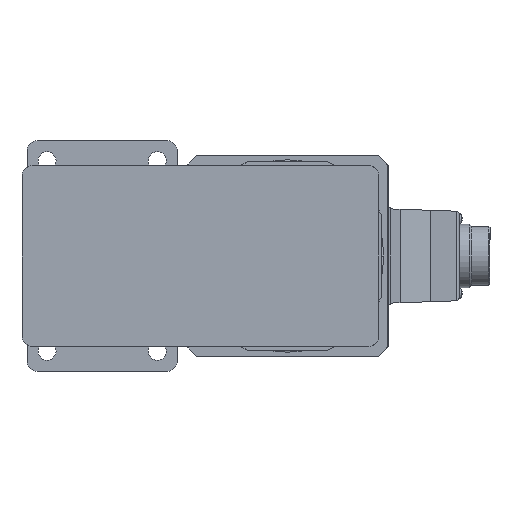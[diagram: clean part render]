
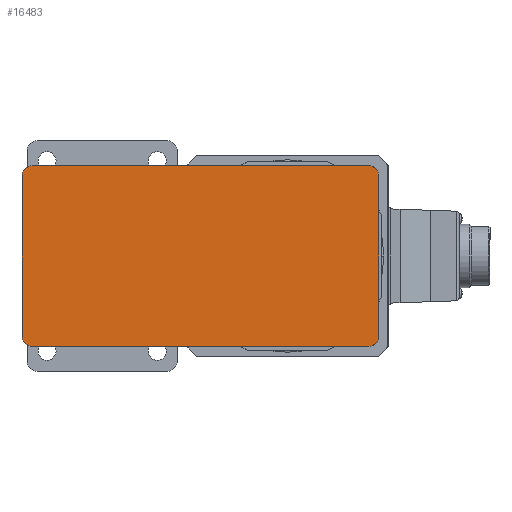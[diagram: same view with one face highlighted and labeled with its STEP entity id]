
A CAD part, front view. The second image highlights one B-rep face of the part: STEP entity #16483.
In plain terms, the highlighted planar face has unit normal (0, -1, 0).
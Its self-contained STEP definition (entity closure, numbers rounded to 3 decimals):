
#612 = CARTESIAN_POINT ( 'NONE',  ( 40., -100., 133. ) ) ;
#1962 = CARTESIAN_POINT ( 'NONE',  ( -40., -100., -40.003 ) ) ;
#2925 = CARTESIAN_POINT ( 'NONE',  ( -45.003, -100., -35. ) ) ;
#3014 = DIRECTION ( 'NONE',  ( 0., 0., 1. ) ) ;
#3137 = ORIENTED_EDGE ( 'NONE', *, *, #4920, .T. ) ;
#4920 = EDGE_CURVE ( 'NONE', #12607, #22354, #31275, .T. ) ;
#5039 = DIRECTION ( 'NONE',  ( 0., 0., -1. ) ) ;
#6171 = ORIENTED_EDGE ( 'NONE', *, *, #19569, .T. ) ;
#6249 = DIRECTION ( 'NONE',  ( 0., -1., 0. ) ) ;
#6706 = VERTEX_POINT ( 'NONE', #1962 ) ;
#7728 = VECTOR ( 'NONE', #11187, 1000. ) ;
#8199 = VECTOR ( 'NONE', #31032, 1000. ) ;
#8394 = PLANE ( 'NONE',  #31187 ) ;
#8797 = AXIS2_PLACEMENT_3D ( 'NONE', #612, #31583, #12022 ) ;
#9084 = CARTESIAN_POINT ( 'NONE',  ( 40., -100., 138.003 ) ) ;
#9217 = VERTEX_POINT ( 'NONE', #9084 ) ;
#10014 = AXIS2_PLACEMENT_3D ( 'NONE', #34594, #45525, #30634 ) ;
#11187 = DIRECTION ( 'NONE',  ( -1., 0., 0. ) ) ;
#11741 = CARTESIAN_POINT ( 'NONE',  ( -40., -100., -35. ) ) ;
#12022 = DIRECTION ( 'NONE',  ( 0., 0., -1. ) ) ;
#12607 = VERTEX_POINT ( 'NONE', #29184 ) ;
#13885 = VERTEX_POINT ( 'NONE', #47540 ) ;
#14186 = VERTEX_POINT ( 'NONE', #31635 ) ;
#14580 = EDGE_CURVE ( 'NONE', #13885, #9217, #27052, .T. ) ;
#15654 = LINE ( 'NONE', #42909, #46517 ) ;
#15988 = ORIENTED_EDGE ( 'NONE', *, *, #40572, .T. ) ;
#15994 = CIRCLE ( 'NONE', #18239, 5.003 ) ;
#16483 = ADVANCED_FACE ( 'NONE', ( #31207 ), #8394, .T. ) ;
#18239 = AXIS2_PLACEMENT_3D ( 'NONE', #37205, #6249, #36474 ) ;
#19569 = EDGE_CURVE ( 'NONE', #23509, #12607, #15994, .T. ) ;
#20227 = ORIENTED_EDGE ( 'NONE', *, *, #23515, .T. ) ;
#21834 = CARTESIAN_POINT ( 'NONE',  ( -40., -100., 138.003 ) ) ;
#22354 = VERTEX_POINT ( 'NONE', #2925 ) ;
#23467 = ORIENTED_EDGE ( 'NONE', *, *, #27938, .T. ) ;
#23509 = VERTEX_POINT ( 'NONE', #21834 ) ;
#23515 = EDGE_CURVE ( 'NONE', #48432, #13885, #48127, .T. ) ;
#23748 = DIRECTION ( 'NONE',  ( 0., 0., -1. ) ) ;
#26324 = LINE ( 'NONE', #37950, #7728 ) ;
#27052 = CIRCLE ( 'NONE', #8797, 5.003 ) ;
#27406 = CARTESIAN_POINT ( 'NONE',  ( 45.003, -100., -35. ) ) ;
#27938 = EDGE_CURVE ( 'NONE', #9217, #23509, #26324, .T. ) ;
#28035 = EDGE_CURVE ( 'NONE', #6706, #14186, #15654, .T. ) ;
#29184 = CARTESIAN_POINT ( 'NONE',  ( -45.003, -100., 133. ) ) ;
#29526 = CARTESIAN_POINT ( 'NONE',  ( 45.003, -100., -35. ) ) ;
#30634 = DIRECTION ( 'NONE',  ( 0., 0., -1. ) ) ;
#30652 = CIRCLE ( 'NONE', #47286, 5.003 ) ;
#31032 = DIRECTION ( 'NONE',  ( 0., 0., -1. ) ) ;
#31187 = AXIS2_PLACEMENT_3D ( 'NONE', #31918, #46576, #23748 ) ;
#31207 = FACE_OUTER_BOUND ( 'NONE', #43239, .T. ) ;
#31275 = LINE ( 'NONE', #39195, #8199 ) ;
#31583 = DIRECTION ( 'NONE',  ( 0., -1., 0. ) ) ;
#31635 = CARTESIAN_POINT ( 'NONE',  ( 40., -100., -40.003 ) ) ;
#31918 = CARTESIAN_POINT ( 'NONE',  ( 40., -100., -35. ) ) ;
#34594 = CARTESIAN_POINT ( 'NONE',  ( 40., -100., -35. ) ) ;
#35935 = VECTOR ( 'NONE', #3014, 1000. ) ;
#36474 = DIRECTION ( 'NONE',  ( 0., 0., -1. ) ) ;
#37205 = CARTESIAN_POINT ( 'NONE',  ( -40., -100., 133. ) ) ;
#37749 = CIRCLE ( 'NONE', #10014, 5.003 ) ;
#37950 = CARTESIAN_POINT ( 'NONE',  ( 40., -100., 138.003 ) ) ;
#38054 = EDGE_CURVE ( 'NONE', #22354, #6706, #30652, .T. ) ;
#38705 = ORIENTED_EDGE ( 'NONE', *, *, #28035, .T. ) ;
#39195 = CARTESIAN_POINT ( 'NONE',  ( -45.003, -100., 133. ) ) ;
#40572 = EDGE_CURVE ( 'NONE', #14186, #48432, #37749, .T. ) ;
#41073 = ORIENTED_EDGE ( 'NONE', *, *, #14580, .T. ) ;
#42772 = ORIENTED_EDGE ( 'NONE', *, *, #38054, .T. ) ;
#42909 = CARTESIAN_POINT ( 'NONE',  ( -40., -100., -40.003 ) ) ;
#43239 = EDGE_LOOP ( 'NONE', ( #15988, #20227, #41073, #23467, #6171, #3137, #42772, #38705 ) ) ;
#45525 = DIRECTION ( 'NONE',  ( 0., -1., 0. ) ) ;
#46203 = DIRECTION ( 'NONE',  ( 0., -1., 0. ) ) ;
#46517 = VECTOR ( 'NONE', #46628, 1000. ) ;
#46576 = DIRECTION ( 'NONE',  ( 0., -1., 0. ) ) ;
#46628 = DIRECTION ( 'NONE',  ( 1., 0., 0. ) ) ;
#47286 = AXIS2_PLACEMENT_3D ( 'NONE', #11741, #46203, #5039 ) ;
#47540 = CARTESIAN_POINT ( 'NONE',  ( 45.003, -100., 133. ) ) ;
#48127 = LINE ( 'NONE', #29526, #35935 ) ;
#48432 = VERTEX_POINT ( 'NONE', #27406 ) ;
